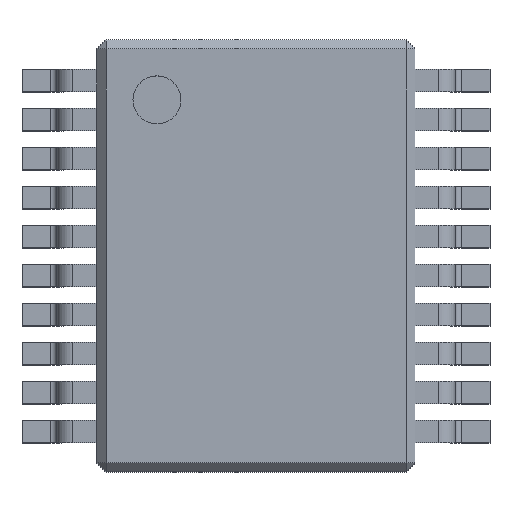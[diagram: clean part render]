
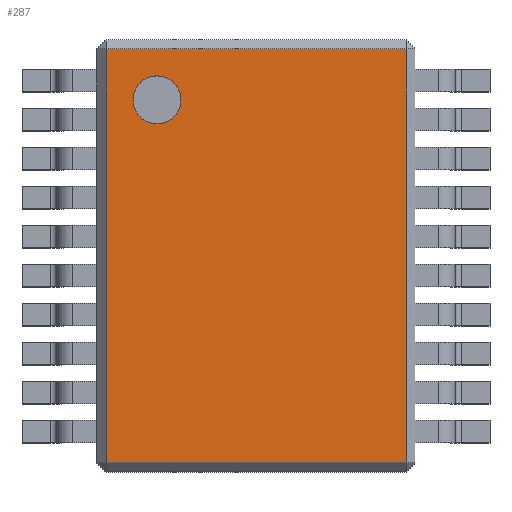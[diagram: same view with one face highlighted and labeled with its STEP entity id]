
A CAD part, top view. The second image highlights one B-rep face of the part: STEP entity #287.
In plain terms, the highlighted planar face has unit normal (0, 0, 1).
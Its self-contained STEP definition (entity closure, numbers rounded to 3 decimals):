
#13=DIRECTION('',(0.,0.,1.));
#14=DIRECTION('',(1.,0.,0.));
#83=VECTOR('',#84,1.);
#84=DIRECTION('',(0.,1.,0.));
#159=VERTEX_POINT('',#160);
#160=CARTESIAN_POINT('',(-2.5,-3.45,2.));
#168=VERTEX_POINT('',#169);
#169=CARTESIAN_POINT('',(-2.5,3.45,2.));
#174=ORIENTED_EDGE('',*,*,#175,.F.);
#175=EDGE_CURVE('',#159,#168,#176,.T.);
#176=LINE('',#177,#83);
#177=CARTESIAN_POINT('',(-2.5,-3.6,2.));
#244=VECTOR('',#14,1.);
#287=ADVANCED_FACE('',(#288,#306),#315,.T.);
#288=FACE_BOUND('',#289,.T.);
#289=EDGE_LOOP('',(#174,#290,#296,#302));
#290=ORIENTED_EDGE('',*,*,#291,.T.);
#291=EDGE_CURVE('',#159,#292,#294,.T.);
#292=VERTEX_POINT('',#293);
#293=CARTESIAN_POINT('',(2.5,-3.45,2.));
#294=LINE('',#295,#244);
#295=CARTESIAN_POINT('',(-2.65,-3.45,2.));
#296=ORIENTED_EDGE('',*,*,#297,.T.);
#297=EDGE_CURVE('',#292,#298,#300,.T.);
#298=VERTEX_POINT('',#299);
#299=CARTESIAN_POINT('',(2.5,3.45,2.));
#300=LINE('',#301,#83);
#301=CARTESIAN_POINT('',(2.5,-3.6,2.));
#302=ORIENTED_EDGE('',*,*,#303,.F.);
#303=EDGE_CURVE('',#168,#298,#304,.T.);
#304=LINE('',#305,#244);
#305=CARTESIAN_POINT('',(-2.65,3.45,2.));
#306=FACE_BOUND('',#307,.T.);
#307=EDGE_LOOP('',(#308));
#308=ORIENTED_EDGE('',*,*,#309,.F.);
#309=EDGE_CURVE('',#310,#310,#312,.T.);
#310=VERTEX_POINT('',#311);
#311=CARTESIAN_POINT('',(-1.25,2.6,2.));
#312=CIRCLE('',#313,0.4);
#313=AXIS2_PLACEMENT_3D('',#314,#13,#14);
#314=CARTESIAN_POINT('',(-1.65,2.6,2.));
#315=PLANE('',#316);
#316=AXIS2_PLACEMENT_3D('',#317,#13,#14);
#317=CARTESIAN_POINT('',(-2.65,-3.6,2.));
